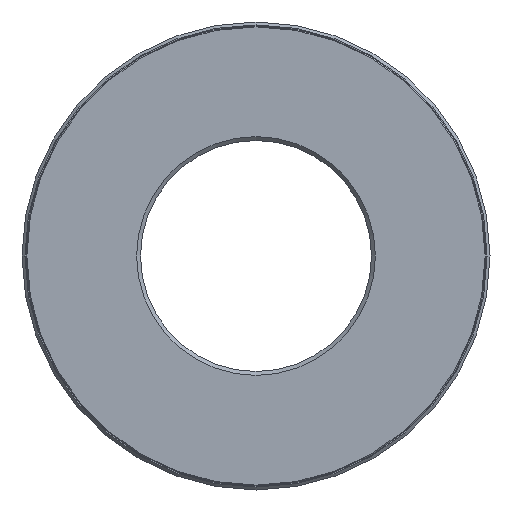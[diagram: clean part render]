
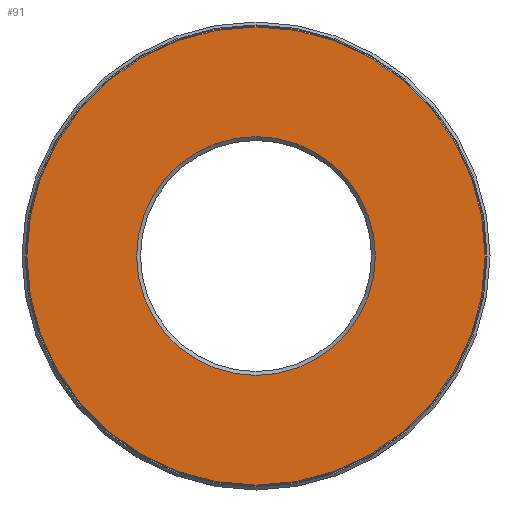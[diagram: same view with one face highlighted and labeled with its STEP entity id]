
A CAD part, front view. The second image highlights one B-rep face of the part: STEP entity #91.
In plain terms, the highlighted planar face has unit normal (0, -1, 0).
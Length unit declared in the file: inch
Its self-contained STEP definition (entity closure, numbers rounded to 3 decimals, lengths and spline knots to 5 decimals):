
#21 = ORIENTED_EDGE ( 'NONE', *, *, #436, .F. ) ;
#53 = AXIS2_PLACEMENT_3D ( 'NONE', #106, #199, #277 ) ;
#69 = ORIENTED_EDGE ( 'NONE', *, *, #477, .T. ) ;
#91 = ADVANCED_FACE ( 'NONE', ( #334, #582 ), #551, .F. ) ;
#106 = CARTESIAN_POINT ( 'NONE',  ( 0., 0., 0. ) ) ;
#199 = DIRECTION ( 'NONE',  ( 0., 1., 0. ) ) ;
#212 = AXIS2_PLACEMENT_3D ( 'NONE', #376, #421, #568 ) ;
#223 = DIRECTION ( 'NONE',  ( 0., 0., 1. ) ) ;
#255 = VERTEX_POINT ( 'NONE', #429 ) ;
#266 = VERTEX_POINT ( 'NONE', #479 ) ;
#277 = DIRECTION ( 'NONE',  ( 0., 0., 1. ) ) ;
#334 = FACE_OUTER_BOUND ( 'NONE', #481, .T. ) ;
#358 = DIRECTION ( 'NONE',  ( 0., 1., 0. ) ) ;
#367 = AXIS2_PLACEMENT_3D ( 'NONE', #592, #358, #223 ) ;
#376 = CARTESIAN_POINT ( 'NONE',  ( 0., 0., 0. ) ) ;
#386 = CIRCLE ( 'NONE', #212, 0.61375 ) ;
#411 = EDGE_LOOP ( 'NONE', ( #69 ) ) ;
#421 = DIRECTION ( 'NONE',  ( 0., 1., 0. ) ) ;
#429 = CARTESIAN_POINT ( 'NONE',  ( 0., 0., 0.61375 ) ) ;
#436 = EDGE_CURVE ( 'NONE', #266, #266, #606, .T. ) ;
#477 = EDGE_CURVE ( 'NONE', #255, #255, #386, .T. ) ;
#479 = CARTESIAN_POINT ( 'NONE',  ( 0., 0., 1.17813 ) ) ;
#481 = EDGE_LOOP ( 'NONE', ( #21 ) ) ;
#551 = PLANE ( 'NONE',  #367 ) ;
#568 = DIRECTION ( 'NONE',  ( 0., 0., 1. ) ) ;
#582 = FACE_BOUND ( 'NONE', #411, .T. ) ;
#592 = CARTESIAN_POINT ( 'NONE',  ( 0., 0., 0. ) ) ;
#606 = CIRCLE ( 'NONE', #53, 1.17813 ) ;
